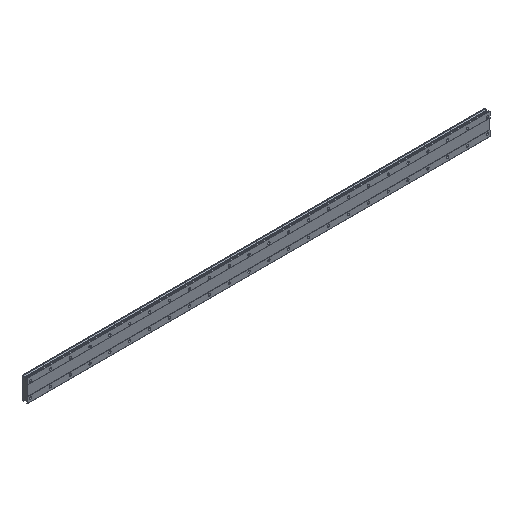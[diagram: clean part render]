
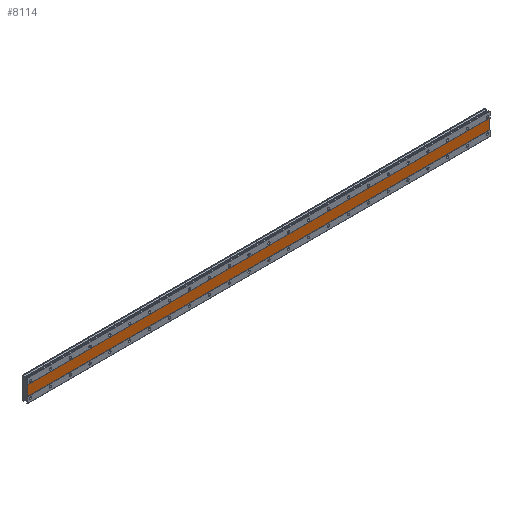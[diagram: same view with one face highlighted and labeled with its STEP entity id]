
A CAD part, isometric view. The second image highlights one B-rep face of the part: STEP entity #8114.
In plain terms, the highlighted planar face has unit normal (0, -1, 0).
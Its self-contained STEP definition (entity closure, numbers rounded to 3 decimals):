
#663 = ORIENTED_EDGE ( 'NONE', *, *, #2851, .F. ) ;
#1243 = FACE_OUTER_BOUND ( 'NONE', #4207, .T. ) ;
#1279 = DIRECTION ( 'NONE',  ( 0., 1., 0. ) ) ;
#1506 = DIRECTION ( 'NONE',  ( 1., 0., 0. ) ) ;
#1690 = DIRECTION ( 'NONE',  ( 0., 0., 1. ) ) ;
#1910 = CARTESIAN_POINT ( 'NONE',  ( 1850., 1., 20. ) ) ;
#1967 = CARTESIAN_POINT ( 'NONE',  ( 1850., 1., 20. ) ) ;
#2056 = VECTOR ( 'NONE', #1506, 1000. ) ;
#2263 = VECTOR ( 'NONE', #6612, 1000. ) ;
#2409 = VERTEX_POINT ( 'NONE', #6416 ) ;
#2851 = EDGE_CURVE ( 'NONE', #5507, #5129, #7179, .T. ) ;
#3022 = CARTESIAN_POINT ( 'NONE',  ( 1850., 1., 20. ) ) ;
#3296 = VECTOR ( 'NONE', #1690, 1000. ) ;
#3989 = ORIENTED_EDGE ( 'NONE', *, *, #8042, .F. ) ;
#4187 = CARTESIAN_POINT ( 'NONE',  ( -10., 1., 20. ) ) ;
#4207 = EDGE_LOOP ( 'NONE', ( #6835, #663, #3989, #5537 ) ) ;
#5122 = DIRECTION ( 'NONE',  ( 0., 0., -1. ) ) ;
#5129 = VERTEX_POINT ( 'NONE', #7884 ) ;
#5165 = VECTOR ( 'NONE', #5122, 1000. ) ;
#5298 = DIRECTION ( 'NONE',  ( 0., 0., 1. ) ) ;
#5382 = EDGE_CURVE ( 'NONE', #5129, #7031, #8080, .T. ) ;
#5507 = VERTEX_POINT ( 'NONE', #3022 ) ;
#5537 = ORIENTED_EDGE ( 'NONE', *, *, #7222, .F. ) ;
#5897 = PLANE ( 'NONE',  #8177 ) ;
#6416 = CARTESIAN_POINT ( 'NONE',  ( -10., 1., 20. ) ) ;
#6612 = DIRECTION ( 'NONE',  ( -1., 0., 0. ) ) ;
#6735 = CARTESIAN_POINT ( 'NONE',  ( 1850., 1., -20. ) ) ;
#6835 = ORIENTED_EDGE ( 'NONE', *, *, #5382, .F. ) ;
#7031 = VERTEX_POINT ( 'NONE', #7230 ) ;
#7179 = LINE ( 'NONE', #1910, #5165 ) ;
#7222 = EDGE_CURVE ( 'NONE', #7031, #2409, #8128, .T. ) ;
#7230 = CARTESIAN_POINT ( 'NONE',  ( -10., 1., -20. ) ) ;
#7382 = LINE ( 'NONE', #7424, #2056 ) ;
#7424 = CARTESIAN_POINT ( 'NONE',  ( 1850., 1., 20. ) ) ;
#7884 = CARTESIAN_POINT ( 'NONE',  ( 1850., 1., -20. ) ) ;
#8042 = EDGE_CURVE ( 'NONE', #2409, #5507, #7382, .T. ) ;
#8080 = LINE ( 'NONE', #6735, #2263 ) ;
#8114 = ADVANCED_FACE ( 'NONE', ( #1243 ), #5897, .F. ) ;
#8128 = LINE ( 'NONE', #4187, #3296 ) ;
#8177 = AXIS2_PLACEMENT_3D ( 'NONE', #1967, #1279, #5298 ) ;
